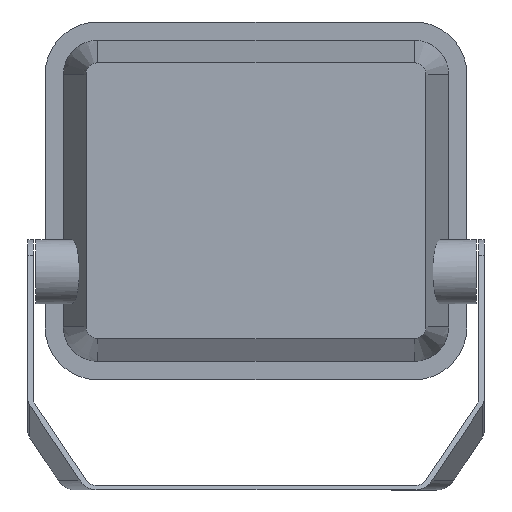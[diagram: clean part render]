
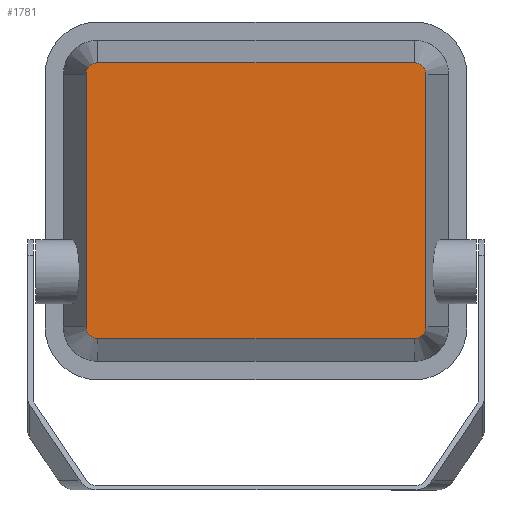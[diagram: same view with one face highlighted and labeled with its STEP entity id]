
A CAD part, top view. The second image highlights one B-rep face of the part: STEP entity #1781.
In plain terms, the highlighted planar face has unit normal (0, 0, 1).
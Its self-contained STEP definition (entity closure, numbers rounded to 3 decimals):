
#55 = CARTESIAN_POINT ( 'NONE',  ( -37.059, 35.595, -14.079 ) ) ;
#130 = VERTEX_POINT ( 'NONE', #55 ) ;
#159 = PLANE ( 'NONE',  #771 ) ;
#162 = EDGE_CURVE ( 'NONE', #759, #1804, #1503, .T. ) ;
#180 = VERTEX_POINT ( 'NONE', #1563 ) ;
#212 = VERTEX_POINT ( 'NONE', #278 ) ;
#222 = CARTESIAN_POINT ( 'NONE',  ( -34.5, 35.595, -14.079 ) ) ;
#278 = CARTESIAN_POINT ( 'NONE',  ( -37.059, 90.595, -14.079 ) ) ;
#354 = AXIS2_PLACEMENT_3D ( 'NONE', #1402, #2697, #2027 ) ;
#359 = DIRECTION ( 'NONE',  ( 0., 0., 1. ) ) ;
#370 = AXIS2_PLACEMENT_3D ( 'NONE', #222, #1896, #411 ) ;
#384 = LINE ( 'NONE', #828, #2639 ) ;
#394 = VECTOR ( 'NONE', #1574, 1000. ) ;
#411 = DIRECTION ( 'NONE',  ( -1., 0., 0. ) ) ;
#428 = ORIENTED_EDGE ( 'NONE', *, *, #2406, .T. ) ;
#465 = CARTESIAN_POINT ( 'NONE',  ( 37.059, 35.595, -14.079 ) ) ;
#486 = VERTEX_POINT ( 'NONE', #1043 ) ;
#604 = VERTEX_POINT ( 'NONE', #465 ) ;
#606 = ORIENTED_EDGE ( 'NONE', *, *, #2445, .T. ) ;
#653 = AXIS2_PLACEMENT_3D ( 'NONE', #2708, #2643, #711 ) ;
#670 = CIRCLE ( 'NONE', #354, 2.559 ) ;
#711 = DIRECTION ( 'NONE',  ( -1., 0., 0. ) ) ;
#718 = VECTOR ( 'NONE', #738, 1000. ) ;
#728 = CARTESIAN_POINT ( 'NONE',  ( 37.059, 63.095, -14.079 ) ) ;
#738 = DIRECTION ( 'NONE',  ( 0., -1., 0. ) ) ;
#759 = VERTEX_POINT ( 'NONE', #2309 ) ;
#771 = AXIS2_PLACEMENT_3D ( 'NONE', #1006, #359, #1881 ) ;
#782 = EDGE_CURVE ( 'NONE', #130, #180, #2628, .T. ) ;
#792 = FACE_OUTER_BOUND ( 'NONE', #1532, .T. ) ;
#828 = CARTESIAN_POINT ( 'NONE',  ( 0., 93.155, -14.079 ) ) ;
#829 = EDGE_CURVE ( 'NONE', #2085, #604, #1900, .T. ) ;
#912 = CARTESIAN_POINT ( 'NONE',  ( -37.059, 63.095, -14.079 ) ) ;
#944 = ORIENTED_EDGE ( 'NONE', *, *, #2282, .T. ) ;
#1006 = CARTESIAN_POINT ( 'NONE',  ( 0., 63.095, -14.079 ) ) ;
#1043 = CARTESIAN_POINT ( 'NONE',  ( -34.5, 93.155, -14.079 ) ) ;
#1045 = CARTESIAN_POINT ( 'NONE',  ( 34.5, 33.036, -14.079 ) ) ;
#1247 = DIRECTION ( 'NONE',  ( -1., 0., 0. ) ) ;
#1272 = VECTOR ( 'NONE', #1580, 1000. ) ;
#1330 = LINE ( 'NONE', #728, #1272 ) ;
#1402 = CARTESIAN_POINT ( 'NONE',  ( -34.5, 90.595, -14.079 ) ) ;
#1429 = ORIENTED_EDGE ( 'NONE', *, *, #782, .T. ) ;
#1448 = CARTESIAN_POINT ( 'NONE',  ( 34.5, 93.155, -14.079 ) ) ;
#1503 = CIRCLE ( 'NONE', #653, 2.559 ) ;
#1532 = EDGE_LOOP ( 'NONE', ( #428, #1429, #606, #2106, #1947, #1747, #944, #1851 ) ) ;
#1562 = LINE ( 'NONE', #2262, #394 ) ;
#1563 = CARTESIAN_POINT ( 'NONE',  ( -34.5, 33.036, -14.079 ) ) ;
#1574 = DIRECTION ( 'NONE',  ( 1., 0., 0. ) ) ;
#1580 = DIRECTION ( 'NONE',  ( 0., 1., 0. ) ) ;
#1747 = ORIENTED_EDGE ( 'NONE', *, *, #162, .T. ) ;
#1781 = ADVANCED_FACE ( 'NONE', ( #792 ), #159, .T. ) ;
#1804 = VERTEX_POINT ( 'NONE', #1448 ) ;
#1851 = ORIENTED_EDGE ( 'NONE', *, *, #2493, .T. ) ;
#1881 = DIRECTION ( 'NONE',  ( -1., 0., 0. ) ) ;
#1896 = DIRECTION ( 'NONE',  ( 0., 0., 1. ) ) ;
#1900 = CIRCLE ( 'NONE', #2449, 2.559 ) ;
#1947 = ORIENTED_EDGE ( 'NONE', *, *, #2199, .T. ) ;
#2027 = DIRECTION ( 'NONE',  ( -1., 0., 0. ) ) ;
#2041 = LINE ( 'NONE', #912, #718 ) ;
#2085 = VERTEX_POINT ( 'NONE', #1045 ) ;
#2106 = ORIENTED_EDGE ( 'NONE', *, *, #829, .T. ) ;
#2199 = EDGE_CURVE ( 'NONE', #604, #759, #1330, .T. ) ;
#2262 = CARTESIAN_POINT ( 'NONE',  ( 0., 33.036, -14.079 ) ) ;
#2282 = EDGE_CURVE ( 'NONE', #1804, #486, #384, .T. ) ;
#2309 = CARTESIAN_POINT ( 'NONE',  ( 37.059, 90.595, -14.079 ) ) ;
#2369 = DIRECTION ( 'NONE',  ( 0., 0., 1. ) ) ;
#2406 = EDGE_CURVE ( 'NONE', #212, #130, #2041, .T. ) ;
#2445 = EDGE_CURVE ( 'NONE', #180, #2085, #1562, .T. ) ;
#2449 = AXIS2_PLACEMENT_3D ( 'NONE', #2526, #2369, #1247 ) ;
#2493 = EDGE_CURVE ( 'NONE', #486, #212, #670, .T. ) ;
#2526 = CARTESIAN_POINT ( 'NONE',  ( 34.5, 35.595, -14.079 ) ) ;
#2628 = CIRCLE ( 'NONE', #370, 2.559 ) ;
#2639 = VECTOR ( 'NONE', #2760, 1000. ) ;
#2643 = DIRECTION ( 'NONE',  ( 0., 0., 1. ) ) ;
#2697 = DIRECTION ( 'NONE',  ( 0., 0., 1. ) ) ;
#2708 = CARTESIAN_POINT ( 'NONE',  ( 34.5, 90.595, -14.079 ) ) ;
#2760 = DIRECTION ( 'NONE',  ( -1., 0., 0. ) ) ;
